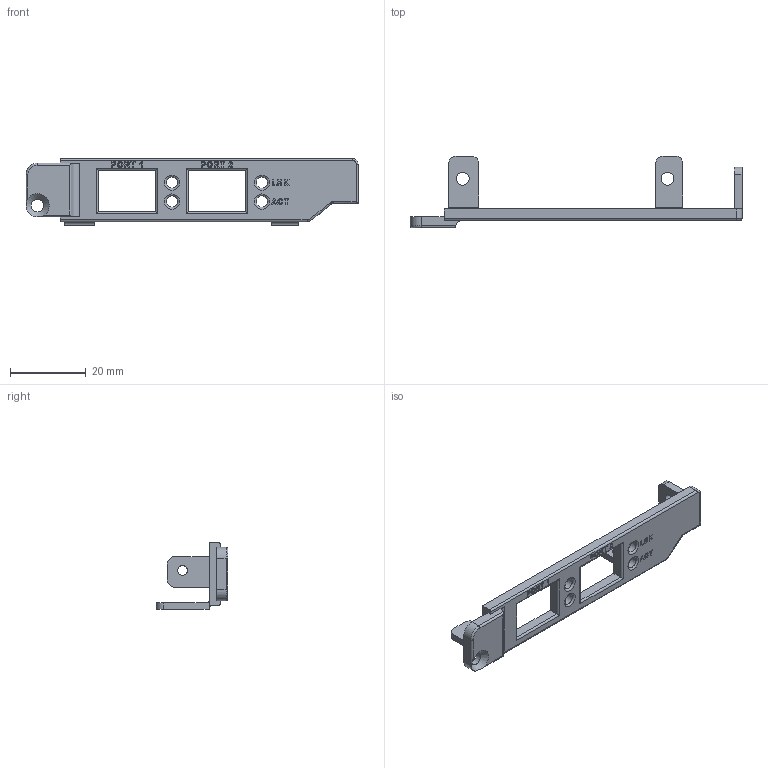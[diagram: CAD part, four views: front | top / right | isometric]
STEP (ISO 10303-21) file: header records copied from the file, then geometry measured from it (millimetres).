
FILE_DESCRIPTION(/* description */ (''),/* implementation_level */ '2;1');
FILE_NAME(/* name */ 'Lenovo Tiny PCIE Mount v10.step',/* time_stamp */ '2021-03-21T15:30:26-04:00',/* author */ (''),/* organization */ (''),/* preprocessor_version */ 'ST-DEVELOPER v18.1',/* originating_system */ 'Autodesk Translation Framework v9.10.0.1330',/* authorisation */ '');
FILE_SCHEMA (('AUTOMOTIVE_DESIGN { 1 0 10303 214 3 1 1 }'));
Length unit declared in the file: millimetre
Products named in the file (3): Lenovo Tiny PCIE Mount; Lenovo Tiny PCIE Mount_1; Supermicro I2Sv2
Assembly tree (2 placements, depth 3):
  Lenovo Tiny PCIE Mount
    Lenovo Tiny PCIE Mount_1
      Supermicro I2Sv2
Bounding box: 87.67 x 19 x 17.65 mm (x, y, z)
Volume: 3586.6 mm3; surface area: 3907.9 mm2
Topology: 1 solids, 1 shells, 352 faces, 963 edges, 633 vertices
Faces by surface type: plane 169, bspline 131, cylinder 41, torus 8, cone 3
Full cylindrical faces by diameter (mm): 2.529 x1, 3 x4, 3.4 x3
Entity records: 12398 total; most frequent: CARTESIAN_POINT 4201, ORIENTED_EDGE 1924, DIRECTION 1241, EDGE_CURVE 962, VERTEX_POINT 633, LINE 607, VECTOR 607, EDGE_LOOP 393
